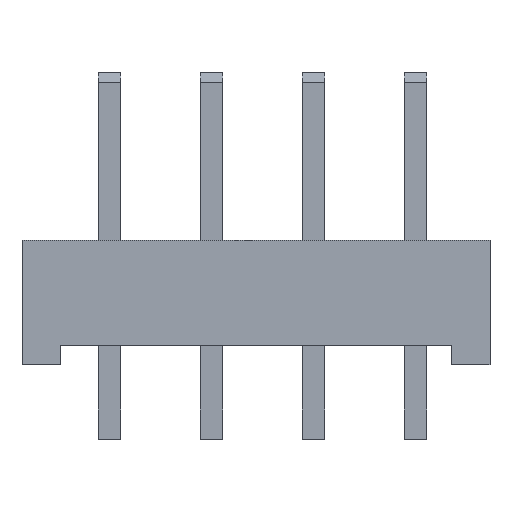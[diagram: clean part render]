
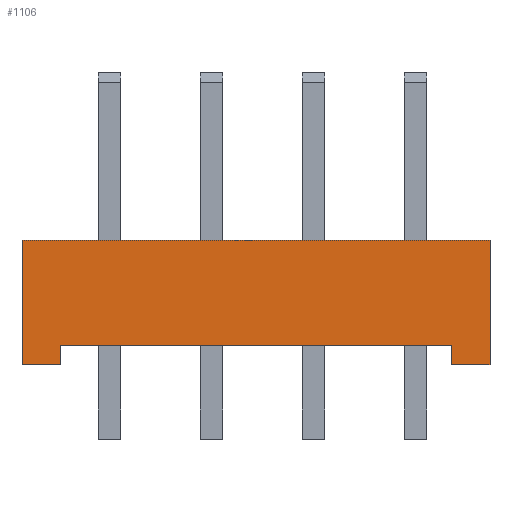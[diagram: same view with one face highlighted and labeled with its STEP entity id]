
A CAD part, top view. The second image highlights one B-rep face of the part: STEP entity #1106.
In plain terms, the highlighted planar face has unit normal (0, 0, 1).
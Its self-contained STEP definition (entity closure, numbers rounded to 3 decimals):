
#80=FACE_OUTER_BOUND('',#144,.T.);
#144=EDGE_LOOP('',(#956,#957,#958,#959,#960,#961,#962,#963));
#277=LINE('',#1716,#425);
#279=LINE('',#1720,#427);
#281=LINE('',#1726,#429);
#287=LINE('',#1738,#435);
#289=LINE('',#1741,#437);
#295=LINE('',#1752,#443);
#296=LINE('',#1755,#444);
#297=LINE('',#1756,#445);
#425=VECTOR('',#1411,10.);
#427=VECTOR('',#1415,10.);
#429=VECTOR('',#1419,10.);
#435=VECTOR('',#1429,10.);
#437=VECTOR('',#1433,10.);
#443=VECTOR('',#1443,10.);
#444=VECTOR('',#1446,10.);
#445=VECTOR('',#1447,10.);
#531=VERTEX_POINT('',#1712);
#532=VERTEX_POINT('',#1714);
#533=VERTEX_POINT('',#1718);
#534=VERTEX_POINT('',#1722);
#536=VERTEX_POINT('',#1725);
#540=VERTEX_POINT('',#1737);
#543=VERTEX_POINT('',#1750);
#544=VERTEX_POINT('',#1754);
#671=EDGE_CURVE('',#531,#532,#277,.T.);
#673=EDGE_CURVE('',#533,#532,#279,.T.);
#675=EDGE_CURVE('',#534,#536,#281,.T.);
#681=EDGE_CURVE('',#536,#540,#287,.T.);
#683=EDGE_CURVE('',#534,#531,#289,.T.);
#689=EDGE_CURVE('',#533,#543,#295,.T.);
#690=EDGE_CURVE('',#544,#543,#296,.T.);
#691=EDGE_CURVE('',#540,#544,#297,.T.);
#956=ORIENTED_EDGE('',*,*,#683,.T.);
#957=ORIENTED_EDGE('',*,*,#671,.T.);
#958=ORIENTED_EDGE('',*,*,#673,.F.);
#959=ORIENTED_EDGE('',*,*,#689,.T.);
#960=ORIENTED_EDGE('',*,*,#690,.F.);
#961=ORIENTED_EDGE('',*,*,#691,.F.);
#962=ORIENTED_EDGE('',*,*,#681,.F.);
#963=ORIENTED_EDGE('',*,*,#675,.F.);
#1046=PLANE('',#1180);
#1106=ADVANCED_FACE('',(#80),#1046,.T.);
#1180=AXIS2_PLACEMENT_3D('',#1753,#1444,#1445);
#1411=DIRECTION('',(0.,-1.,0.));
#1415=DIRECTION('',(-1.,0.,0.));
#1419=DIRECTION('',(0.,-1.,0.));
#1429=DIRECTION('',(-1.,0.,0.));
#1433=DIRECTION('',(1.,0.,0.));
#1443=DIRECTION('',(0.,1.,0.));
#1444=DIRECTION('center_axis',(0.,0.,1.));
#1445=DIRECTION('ref_axis',(1.,0.,0.));
#1446=DIRECTION('',(1.,0.,0.));
#1447=DIRECTION('',(0.,1.,0.));
#1712=CARTESIAN_POINT('',(11.25,0.,0.));
#1714=CARTESIAN_POINT('',(11.25,-0.5,0.));
#1716=CARTESIAN_POINT('',(11.25,0.,0.));
#1718=CARTESIAN_POINT('',(12.25,-0.5,0.));
#1720=CARTESIAN_POINT('',(12.25,-0.5,0.));
#1722=CARTESIAN_POINT('',(1.,0.,0.));
#1725=CARTESIAN_POINT('',(1.,-0.5,0.));
#1726=CARTESIAN_POINT('',(1.,0.,0.));
#1737=CARTESIAN_POINT('',(0.,-0.5,0.));
#1738=CARTESIAN_POINT('',(0.,-0.5,0.));
#1741=CARTESIAN_POINT('',(0.,0.,0.));
#1750=CARTESIAN_POINT('',(12.25,2.75,0.));
#1752=CARTESIAN_POINT('',(12.25,0.,0.));
#1753=CARTESIAN_POINT('Origin',(0.,0.,0.));
#1754=CARTESIAN_POINT('',(0.,2.75,0.));
#1755=CARTESIAN_POINT('',(0.,2.75,0.));
#1756=CARTESIAN_POINT('',(0.,0.,0.));
